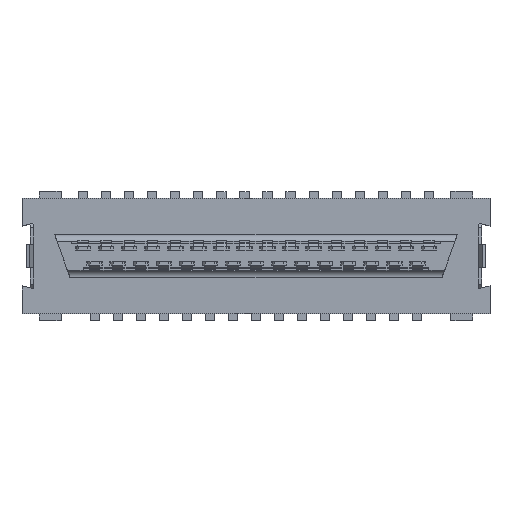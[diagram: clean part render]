
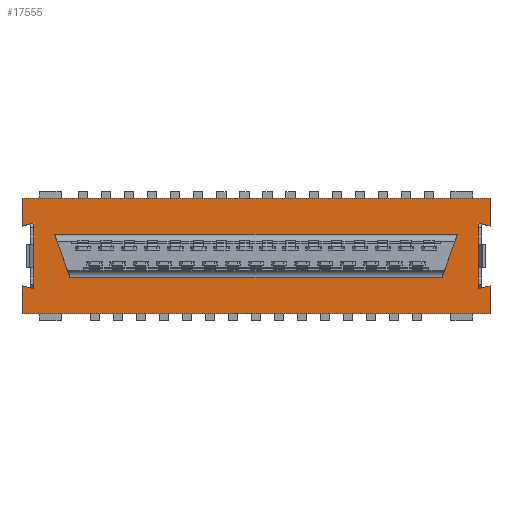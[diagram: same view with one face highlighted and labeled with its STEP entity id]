
A CAD part, top view. The second image highlights one B-rep face of the part: STEP entity #17555.
In plain terms, the highlighted planar face has unit normal (0, 0, 1).
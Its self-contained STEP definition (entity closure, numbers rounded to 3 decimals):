
#53=CARTESIAN_POINT('',(-3.732,0.925,2.04));
#54=VERTEX_POINT('',#53);
#62=CARTESIAN_POINT('',(-3.073,-0.925,2.04));
#63=VERTEX_POINT('',#62);
#64=CARTESIAN_POINT('',(-3.732,0.925,2.04));
#65=DIRECTION('',(0.335,-0.942,0.));
#66=VECTOR('',#65,1.964);
#67=LINE('',#64,#66);
#68=EDGE_CURVE('',#54,#63,#67,.T.);
#8498=CARTESIAN_POINT('',(-5.15,1.3,2.04));
#8499=VERTEX_POINT('',#8498);
#8506=CARTESIAN_POINT('',(-5.15,2.5,2.04));
#8507=VERTEX_POINT('',#8506);
#8508=CARTESIAN_POINT('',(-5.15,1.3,2.04));
#8509=DIRECTION('',(0.,1.,0.));
#8510=VECTOR('',#8509,1.2);
#8511=LINE('',#8508,#8510);
#8512=EDGE_CURVE('',#8499,#8507,#8511,.T.);
#8546=CARTESIAN_POINT('',(-4.8,1.388,2.04));
#8547=VERTEX_POINT('',#8546);
#8554=CARTESIAN_POINT('',(-4.8,1.388,2.04));
#8555=DIRECTION('',(-0.97,-0.243,0.));
#8556=VECTOR('',#8555,0.361);
#8557=LINE('',#8554,#8556);
#8558=EDGE_CURVE('',#8547,#8499,#8557,.T.);
#8571=CARTESIAN_POINT('',(-4.65,1.425,2.04));
#8572=VERTEX_POINT('',#8571);
#8579=CARTESIAN_POINT('',(-4.65,1.425,2.04));
#8580=DIRECTION('',(-0.97,-0.243,0.));
#8581=VECTOR('',#8580,0.155);
#8582=LINE('',#8579,#8581);
#8583=EDGE_CURVE('',#8572,#8547,#8582,.T.);
#8609=CARTESIAN_POINT('',(-4.65,0.5,2.04));
#8610=VERTEX_POINT('',#8609);
#8617=CARTESIAN_POINT('',(-4.65,0.5,2.04));
#8618=DIRECTION('',(0.,1.,0.));
#8619=VECTOR('',#8618,0.925);
#8620=LINE('',#8617,#8619);
#8621=EDGE_CURVE('',#8610,#8572,#8620,.T.);
#8656=CARTESIAN_POINT('',(-4.65,-0.5,2.04));
#8657=VERTEX_POINT('',#8656);
#8664=CARTESIAN_POINT('',(-4.65,-0.5,2.04));
#8665=DIRECTION('',(0.,1.,0.));
#8666=VECTOR('',#8665,1.);
#8667=LINE('',#8664,#8666);
#8668=EDGE_CURVE('',#8657,#8610,#8667,.T.);
#8694=CARTESIAN_POINT('',(-4.65,-1.425,2.04));
#8695=VERTEX_POINT('',#8694);
#8702=CARTESIAN_POINT('',(-4.65,-1.425,2.04));
#8703=DIRECTION('',(0.,1.,0.));
#8704=VECTOR('',#8703,0.925);
#8705=LINE('',#8702,#8704);
#8706=EDGE_CURVE('',#8695,#8657,#8705,.T.);
#8732=CARTESIAN_POINT('',(-4.8,-1.388,2.04));
#8733=VERTEX_POINT('',#8732);
#8740=CARTESIAN_POINT('',(-4.8,-1.388,2.04));
#8741=DIRECTION('',(0.97,-0.243,0.));
#8742=VECTOR('',#8741,0.155);
#8743=LINE('',#8740,#8742);
#8744=EDGE_CURVE('',#8733,#8695,#8743,.T.);
#8781=CARTESIAN_POINT('',(-5.15,-1.3,2.04));
#8782=VERTEX_POINT('',#8781);
#8789=CARTESIAN_POINT('',(-5.15,-1.3,2.04));
#8790=DIRECTION('',(0.97,-0.243,0.));
#8791=VECTOR('',#8790,0.361);
#8792=LINE('',#8789,#8791);
#8793=EDGE_CURVE('',#8782,#8733,#8792,.T.);
#8817=CARTESIAN_POINT('',(-5.15,-2.5,2.04));
#8818=VERTEX_POINT('',#8817);
#8825=CARTESIAN_POINT('',(-5.15,-2.5,2.04));
#8826=DIRECTION('',(0.,1.,0.));
#8827=VECTOR('',#8826,1.2);
#8828=LINE('',#8825,#8827);
#8829=EDGE_CURVE('',#8818,#8782,#8828,.T.);
#17428=CARTESIAN_POINT('',(5.,0.,2.04));
#17429=DIRECTION('',(-1.,0.,0.));
#17430=DIRECTION('',(0.,0.,1.));
#17431=AXIS2_PLACEMENT_3D('',#17428,#17430,#17429);
#17432=PLANE('',#17431);
#17433=ORIENTED_EDGE('',*,*,#8512,.F.);
#17434=ORIENTED_EDGE('',*,*,#8558,.F.);
#17435=ORIENTED_EDGE('',*,*,#8583,.F.);
#17436=ORIENTED_EDGE('',*,*,#8621,.F.);
#17437=ORIENTED_EDGE('',*,*,#8668,.F.);
#17438=ORIENTED_EDGE('',*,*,#8706,.F.);
#17439=ORIENTED_EDGE('',*,*,#8744,.F.);
#17440=ORIENTED_EDGE('',*,*,#8793,.F.);
#17441=ORIENTED_EDGE('',*,*,#8829,.F.);
#17442=CARTESIAN_POINT('',(15.15,-2.5,2.04));
#17443=VERTEX_POINT('',#17442);
#17444=CARTESIAN_POINT('',(-5.15,-2.5,2.04));
#17445=DIRECTION('',(1.,0.,0.));
#17446=VECTOR('',#17445,20.3);
#17447=LINE('',#17444,#17446);
#17448=EDGE_CURVE('',#8818,#17443,#17447,.T.);
#17449=ORIENTED_EDGE('',*,*,#17448,.T.);
#17450=CARTESIAN_POINT('',(15.15,-1.3,2.04));
#17451=VERTEX_POINT('',#17450);
#17452=CARTESIAN_POINT('',(15.15,-2.5,2.04));
#17453=DIRECTION('',(0.,1.,0.));
#17454=VECTOR('',#17453,1.2);
#17455=LINE('',#17452,#17454);
#17456=EDGE_CURVE('',#17443,#17451,#17455,.T.);
#17457=ORIENTED_EDGE('',*,*,#17456,.T.);
#17458=CARTESIAN_POINT('',(14.8,-1.388,2.04));
#17459=VERTEX_POINT('',#17458);
#17460=CARTESIAN_POINT('',(15.15,-1.3,2.04));
#17461=DIRECTION('',(-0.97,-0.243,0.));
#17462=VECTOR('',#17461,0.361);
#17463=LINE('',#17460,#17462);
#17464=EDGE_CURVE('',#17451,#17459,#17463,.T.);
#17465=ORIENTED_EDGE('',*,*,#17464,.T.);
#17466=CARTESIAN_POINT('',(14.65,-1.425,2.04));
#17467=VERTEX_POINT('',#17466);
#17468=CARTESIAN_POINT('',(14.8,-1.388,2.04));
#17469=DIRECTION('',(-0.97,-0.243,0.));
#17470=VECTOR('',#17469,0.155);
#17471=LINE('',#17468,#17470);
#17472=EDGE_CURVE('',#17459,#17467,#17471,.T.);
#17473=ORIENTED_EDGE('',*,*,#17472,.T.);
#17474=CARTESIAN_POINT('',(14.65,-0.5,2.04));
#17475=VERTEX_POINT('',#17474);
#17476=CARTESIAN_POINT('',(14.65,-1.425,2.04));
#17477=DIRECTION('',(0.,1.,0.));
#17478=VECTOR('',#17477,0.925);
#17479=LINE('',#17476,#17478);
#17480=EDGE_CURVE('',#17467,#17475,#17479,.T.);
#17481=ORIENTED_EDGE('',*,*,#17480,.T.);
#17482=CARTESIAN_POINT('',(14.65,0.5,2.04));
#17483=VERTEX_POINT('',#17482);
#17484=CARTESIAN_POINT('',(14.65,-0.5,2.04));
#17485=DIRECTION('',(0.,1.,0.));
#17486=VECTOR('',#17485,1.);
#17487=LINE('',#17484,#17486);
#17488=EDGE_CURVE('',#17475,#17483,#17487,.T.);
#17489=ORIENTED_EDGE('',*,*,#17488,.T.);
#17490=CARTESIAN_POINT('',(14.65,1.425,2.04));
#17491=VERTEX_POINT('',#17490);
#17492=CARTESIAN_POINT('',(14.65,0.5,2.04));
#17493=DIRECTION('',(0.,1.,0.));
#17494=VECTOR('',#17493,0.925);
#17495=LINE('',#17492,#17494);
#17496=EDGE_CURVE('',#17483,#17491,#17495,.T.);
#17497=ORIENTED_EDGE('',*,*,#17496,.T.);
#17498=CARTESIAN_POINT('',(14.8,1.388,2.04));
#17499=VERTEX_POINT('',#17498);
#17500=CARTESIAN_POINT('',(14.65,1.425,2.04));
#17501=DIRECTION('',(0.97,-0.243,0.));
#17502=VECTOR('',#17501,0.155);
#17503=LINE('',#17500,#17502);
#17504=EDGE_CURVE('',#17491,#17499,#17503,.T.);
#17505=ORIENTED_EDGE('',*,*,#17504,.T.);
#17506=CARTESIAN_POINT('',(15.15,1.3,2.04));
#17507=VERTEX_POINT('',#17506);
#17508=CARTESIAN_POINT('',(14.8,1.388,2.04));
#17509=DIRECTION('',(0.97,-0.243,0.));
#17510=VECTOR('',#17509,0.361);
#17511=LINE('',#17508,#17510);
#17512=EDGE_CURVE('',#17499,#17507,#17511,.T.);
#17513=ORIENTED_EDGE('',*,*,#17512,.T.);
#17514=CARTESIAN_POINT('',(15.15,2.5,2.04));
#17515=VERTEX_POINT('',#17514);
#17516=CARTESIAN_POINT('',(15.15,1.3,2.04));
#17517=DIRECTION('',(0.,1.,0.));
#17518=VECTOR('',#17517,1.2);
#17519=LINE('',#17516,#17518);
#17520=EDGE_CURVE('',#17507,#17515,#17519,.T.);
#17521=ORIENTED_EDGE('',*,*,#17520,.T.);
#17522=CARTESIAN_POINT('',(15.15,2.5,2.04));
#17523=DIRECTION('',(-1.,0.,0.));
#17524=VECTOR('',#17523,20.3);
#17525=LINE('',#17522,#17524);
#17526=EDGE_CURVE('',#17515,#8507,#17525,.T.);
#17527=ORIENTED_EDGE('',*,*,#17526,.T.);
#17528=EDGE_LOOP('',(#17433,#17434,#17435,#17436,#17437,#17438,#17439,#17440,#17441,#17449,#17457,#17465,#17473,#17481,#17489,#17497,#17505,#17513,#17521,#17527));
#17529=FACE_OUTER_BOUND('',#17528,.T.);
#17530=CARTESIAN_POINT('',(13.732,0.925,2.04));
#17531=VERTEX_POINT('',#17530);
#17532=CARTESIAN_POINT('',(13.073,-0.925,2.04));
#17533=VERTEX_POINT('',#17532);
#17534=CARTESIAN_POINT('',(13.732,0.925,2.04));
#17535=DIRECTION('',(-0.335,-0.942,0.));
#17536=VECTOR('',#17535,1.964);
#17537=LINE('',#17534,#17536);
#17538=EDGE_CURVE('',#17531,#17533,#17537,.T.);
#17539=ORIENTED_EDGE('',*,*,#17538,.T.);
#17540=CARTESIAN_POINT('',(13.073,-0.925,2.04));
#17541=DIRECTION('',(-1.,0.,0.));
#17542=VECTOR('',#17541,16.146);
#17543=LINE('',#17540,#17542);
#17544=EDGE_CURVE('',#17533,#63,#17543,.T.);
#17545=ORIENTED_EDGE('',*,*,#17544,.T.);
#17546=ORIENTED_EDGE('',*,*,#68,.F.);
#17547=CARTESIAN_POINT('',(-3.732,0.925,2.04));
#17548=DIRECTION('',(1.,0.,0.));
#17549=VECTOR('',#17548,17.464);
#17550=LINE('',#17547,#17549);
#17551=EDGE_CURVE('',#54,#17531,#17550,.T.);
#17552=ORIENTED_EDGE('',*,*,#17551,.T.);
#17553=EDGE_LOOP('',(#17539,#17545,#17546,#17552));
#17554=FACE_BOUND('',#17553,.T.);
#17555=ADVANCED_FACE('',(#17529,#17554),#17432,.T.);
